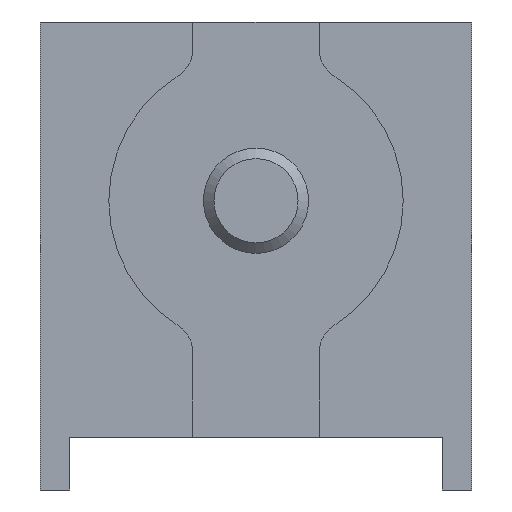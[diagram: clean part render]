
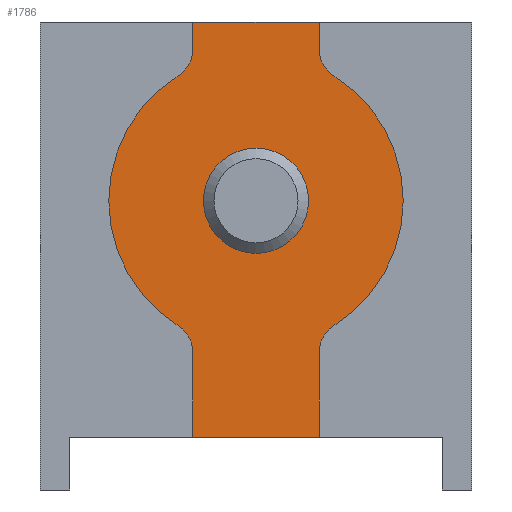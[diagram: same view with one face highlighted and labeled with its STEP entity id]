
A CAD part, left-side view. The second image highlights one B-rep face of the part: STEP entity #1786.
In plain terms, the highlighted planar face has unit normal (-1, 0, 0).
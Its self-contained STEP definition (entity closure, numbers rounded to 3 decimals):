
#15 = AXIS2_PLACEMENT_3D ( 'NONE', #1625, #1203, #1038 ) ;
#16 = DIRECTION ( 'NONE',  ( 0., 0., -1. ) ) ;
#25 = ORIENTED_EDGE ( 'NONE', *, *, #1098, .F. ) ;
#29 = CARTESIAN_POINT ( 'NONE',  ( -20.5, 0., 27.5 ) ) ;
#31 = DIRECTION ( 'NONE',  ( 1., 0., 0. ) ) ;
#42 = AXIS2_PLACEMENT_3D ( 'NONE', #474, #921, #16 ) ;
#59 = EDGE_CURVE ( 'NONE', #212, #1628, #1161, .T. ) ;
#70 = CIRCLE ( 'NONE', #1525, 5. ) ;
#78 = LINE ( 'NONE', #229, #750 ) ;
#93 = DIRECTION ( 'NONE',  ( 0., 0., -1. ) ) ;
#108 = CIRCLE ( 'NONE', #505, 3. ) ;
#126 = ORIENTED_EDGE ( 'NONE', *, *, #59, .T. ) ;
#131 = EDGE_LOOP ( 'NONE', ( #150 ) ) ;
#150 = ORIENTED_EDGE ( 'NONE', *, *, #599, .T. ) ;
#152 = CARTESIAN_POINT ( 'NONE',  ( -20.5, -6., 5. ) ) ;
#185 = ORIENTED_EDGE ( 'NONE', *, *, #1827, .T. ) ;
#187 = EDGE_CURVE ( 'NONE', #1510, #799, #369, .T. ) ;
#204 = DIRECTION ( 'NONE',  ( 1., 0., 0. ) ) ;
#212 = VERTEX_POINT ( 'NONE', #1698 ) ;
#229 = CARTESIAN_POINT ( 'NONE',  ( -20.5, 6., 44.5 ) ) ;
#239 = DIRECTION ( 'NONE',  ( 0., 0., -1. ) ) ;
#246 = EDGE_CURVE ( 'NONE', #1710, #1646, #78, .T. ) ;
#251 = ORIENTED_EDGE ( 'NONE', *, *, #1056, .T. ) ;
#274 = VERTEX_POINT ( 'NONE', #551 ) ;
#288 = FACE_BOUND ( 'NONE', #131, .T. ) ;
#305 = DIRECTION ( 'NONE',  ( 1., 0., 0. ) ) ;
#318 = CARTESIAN_POINT ( 'NONE',  ( -20.5, -7.412, 15.623 ) ) ;
#319 = DIRECTION ( 'NONE',  ( 0., 0., -1. ) ) ;
#324 = DIRECTION ( 'NONE',  ( 1., 0., 0. ) ) ;
#355 = CARTESIAN_POINT ( 'NONE',  ( -20.5, -7.412, 39.377 ) ) ;
#363 = LINE ( 'NONE', #1557, #1252 ) ;
#369 = LINE ( 'NONE', #1846, #1429 ) ;
#371 = AXIS2_PLACEMENT_3D ( 'NONE', #372, #204, #1847 ) ;
#372 = CARTESIAN_POINT ( 'NONE',  ( -20.5, 9., 13.078 ) ) ;
#389 = CARTESIAN_POINT ( 'NONE',  ( -20.5, -6., 44.5 ) ) ;
#432 = VERTEX_POINT ( 'NONE', #355 ) ;
#434 = FACE_OUTER_BOUND ( 'NONE', #522, .T. ) ;
#474 = CARTESIAN_POINT ( 'NONE',  ( -20.5, -9., 41.922 ) ) ;
#479 = DIRECTION ( 'NONE',  ( 0., 0., -1. ) ) ;
#505 = AXIS2_PLACEMENT_3D ( 'NONE', #1102, #1376, #1227 ) ;
#522 = EDGE_LOOP ( 'NONE', ( #779, #251, #1911, #25, #762, #185, #1871, #1900, #1046, #944, #1443, #126 ) ) ;
#527 = CARTESIAN_POINT ( 'NONE',  ( -20.5, -6., 44.5 ) ) ;
#542 = CARTESIAN_POINT ( 'NONE',  ( -20.5, 17.7, 5. ) ) ;
#551 = CARTESIAN_POINT ( 'NONE',  ( -20.5, 6., 13.078 ) ) ;
#571 = CIRCLE ( 'NONE', #1284, 14. ) ;
#599 = EDGE_CURVE ( 'NONE', #1002, #1002, #70, .T. ) ;
#649 = VERTEX_POINT ( 'NONE', #1241 ) ;
#677 = DIRECTION ( 'NONE',  ( 0., -1., 0. ) ) ;
#714 = EDGE_CURVE ( 'NONE', #274, #649, #363, .T. ) ;
#738 = PLANE ( 'NONE',  #15 ) ;
#750 = VECTOR ( 'NONE', #677, 1000. ) ;
#762 = ORIENTED_EDGE ( 'NONE', *, *, #187, .F. ) ;
#779 = ORIENTED_EDGE ( 'NONE', *, *, #1300, .F. ) ;
#792 = DIRECTION ( 'NONE',  ( 0., 0., -1. ) ) ;
#799 = VERTEX_POINT ( 'NONE', #152 ) ;
#808 = VERTEX_POINT ( 'NONE', #1746 ) ;
#858 = CARTESIAN_POINT ( 'NONE',  ( -20.5, 0., 22.5 ) ) ;
#878 = AXIS2_PLACEMENT_3D ( 'NONE', #1220, #305, #934 ) ;
#881 = CIRCLE ( 'NONE', #42, 3. ) ;
#889 = EDGE_CURVE ( 'NONE', #432, #808, #881, .T. ) ;
#921 = DIRECTION ( 'NONE',  ( 1., 0., 0. ) ) ;
#924 = DIRECTION ( 'NONE',  ( 0., 0., -1. ) ) ;
#931 = CARTESIAN_POINT ( 'NONE',  ( -20.5, 0., 27.5 ) ) ;
#932 = DIRECTION ( 'NONE',  ( 1., 0., 0. ) ) ;
#934 = DIRECTION ( 'NONE',  ( 0., 0., -1. ) ) ;
#943 = CARTESIAN_POINT ( 'NONE',  ( -20.5, 7.412, 15.623 ) ) ;
#944 = ORIENTED_EDGE ( 'NONE', *, *, #246, .F. ) ;
#1002 = VERTEX_POINT ( 'NONE', #858 ) ;
#1003 = LINE ( 'NONE', #389, #1436 ) ;
#1030 = CARTESIAN_POINT ( 'NONE',  ( -20.5, 6., 44.5 ) ) ;
#1038 = DIRECTION ( 'NONE',  ( 0., 0., -1. ) ) ;
#1046 = ORIENTED_EDGE ( 'NONE', *, *, #1388, .F. ) ;
#1056 = EDGE_CURVE ( 'NONE', #1351, #274, #1343, .T. ) ;
#1098 = EDGE_CURVE ( 'NONE', #799, #649, #1643, .T. ) ;
#1102 = CARTESIAN_POINT ( 'NONE',  ( -20.5, -9., 13.078 ) ) ;
#1161 = CIRCLE ( 'NONE', #878, 3. ) ;
#1203 = DIRECTION ( 'NONE',  ( 1., 0., 0. ) ) ;
#1220 = CARTESIAN_POINT ( 'NONE',  ( -20.5, 9., 41.922 ) ) ;
#1227 = DIRECTION ( 'NONE',  ( 0., 0., -1. ) ) ;
#1228 = CARTESIAN_POINT ( 'NONE',  ( -20.5, 6., 44.5 ) ) ;
#1241 = CARTESIAN_POINT ( 'NONE',  ( -20.5, 6., 5. ) ) ;
#1252 = VECTOR ( 'NONE', #1442, 1000. ) ;
#1284 = AXIS2_PLACEMENT_3D ( 'NONE', #1507, #932, #479 ) ;
#1300 = EDGE_CURVE ( 'NONE', #1351, #1628, #571, .T. ) ;
#1302 = CARTESIAN_POINT ( 'NONE',  ( -20.5, -6., 13.078 ) ) ;
#1343 = CIRCLE ( 'NONE', #371, 3. ) ;
#1351 = VERTEX_POINT ( 'NONE', #943 ) ;
#1356 = EDGE_CURVE ( 'NONE', #1710, #212, #1661, .T. ) ;
#1375 = CIRCLE ( 'NONE', #1810, 14. ) ;
#1376 = DIRECTION ( 'NONE',  ( 1., 0., 0. ) ) ;
#1388 = EDGE_CURVE ( 'NONE', #1646, #808, #1003, .T. ) ;
#1429 = VECTOR ( 'NONE', #239, 1000. ) ;
#1436 = VECTOR ( 'NONE', #93, 1000. ) ;
#1439 = DIRECTION ( 'NONE',  ( 0., 1., 0. ) ) ;
#1442 = DIRECTION ( 'NONE',  ( 0., 0., -1. ) ) ;
#1443 = ORIENTED_EDGE ( 'NONE', *, *, #1356, .T. ) ;
#1507 = CARTESIAN_POINT ( 'NONE',  ( -20.5, 0., 27.5 ) ) ;
#1510 = VERTEX_POINT ( 'NONE', #1302 ) ;
#1525 = AXIS2_PLACEMENT_3D ( 'NONE', #29, #324, #792 ) ;
#1557 = CARTESIAN_POINT ( 'NONE',  ( -20.5, 6., 44.5 ) ) ;
#1593 = VECTOR ( 'NONE', #1439, 1000. ) ;
#1625 = CARTESIAN_POINT ( 'NONE',  ( -20.5, 6., 44.5 ) ) ;
#1628 = VERTEX_POINT ( 'NONE', #1705 ) ;
#1643 = LINE ( 'NONE', #542, #1593 ) ;
#1646 = VERTEX_POINT ( 'NONE', #527 ) ;
#1661 = LINE ( 'NONE', #1228, #1840 ) ;
#1698 = CARTESIAN_POINT ( 'NONE',  ( -20.5, 6., 41.922 ) ) ;
#1705 = CARTESIAN_POINT ( 'NONE',  ( -20.5, 7.412, 39.377 ) ) ;
#1710 = VERTEX_POINT ( 'NONE', #1030 ) ;
#1746 = CARTESIAN_POINT ( 'NONE',  ( -20.5, -6., 41.922 ) ) ;
#1786 = ADVANCED_FACE ( 'NONE', ( #288, #434 ), #738, .F. ) ;
#1810 = AXIS2_PLACEMENT_3D ( 'NONE', #931, #31, #924 ) ;
#1827 = EDGE_CURVE ( 'NONE', #1510, #1903, #108, .T. ) ;
#1840 = VECTOR ( 'NONE', #319, 1000. ) ;
#1846 = CARTESIAN_POINT ( 'NONE',  ( -20.5, -6., 44.5 ) ) ;
#1847 = DIRECTION ( 'NONE',  ( 0., 0., -1. ) ) ;
#1871 = ORIENTED_EDGE ( 'NONE', *, *, #1873, .F. ) ;
#1873 = EDGE_CURVE ( 'NONE', #432, #1903, #1375, .T. ) ;
#1900 = ORIENTED_EDGE ( 'NONE', *, *, #889, .T. ) ;
#1903 = VERTEX_POINT ( 'NONE', #318 ) ;
#1911 = ORIENTED_EDGE ( 'NONE', *, *, #714, .T. ) ;
